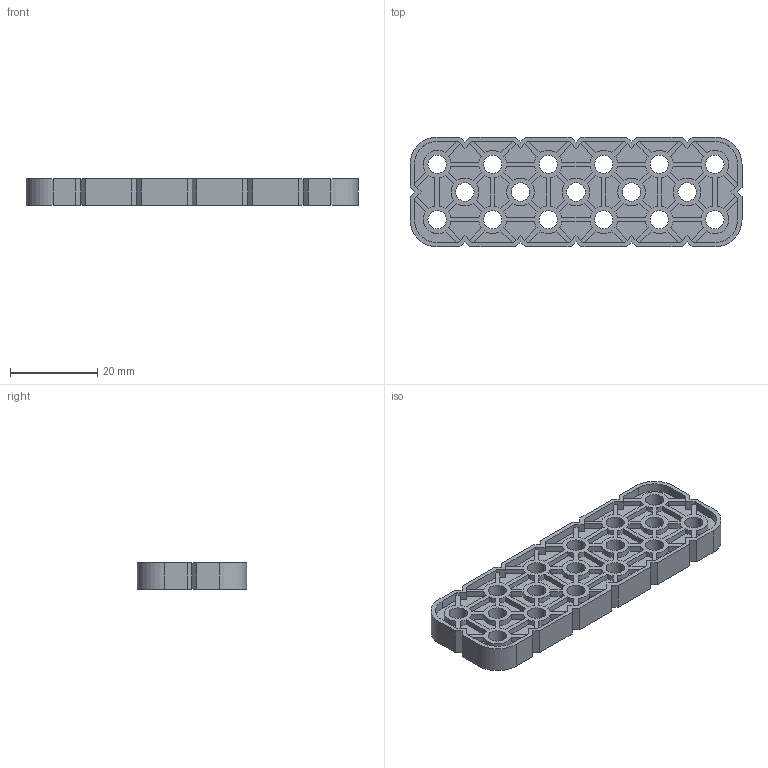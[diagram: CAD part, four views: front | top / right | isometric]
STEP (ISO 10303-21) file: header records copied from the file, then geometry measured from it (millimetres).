
FILE_DESCRIPTION (( 'STEP AP214' ), '1' );
FILE_NAME ('228-2500-021.STEP', '2014-03-06T17:51:57', ( '' ), ( '' ), 'SwSTEP 2.0', 'SolidWorks 2013', '' );
FILE_SCHEMA (( 'AUTOMOTIVE_DESIGN' ));
Length unit declared in the file: millimetre
Products named in the file (1): 228-2500-021
Bounding box: 75.9 x 25.1 x 6.1 mm (x, y, z)
Volume: 5476.1 mm3; surface area: 8166.7 mm2
Topology: 1 solids, 1 shells, 704 faces, 1980 edges, 1320 vertices
Faces by surface type: plane 452, cylinder 252
Entity records: 22830 total; most frequent: CARTESIAN_POINT 4005, ORIENTED_EDGE 3960, DIRECTION 3894, EDGE_CURVE 1980, LINE 1476, VECTOR 1476, VERTEX_POINT 1320, AXIS2_PLACEMENT_3D 1209
